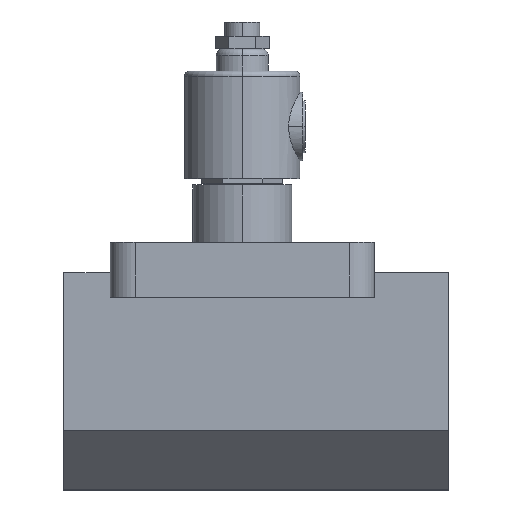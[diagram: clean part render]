
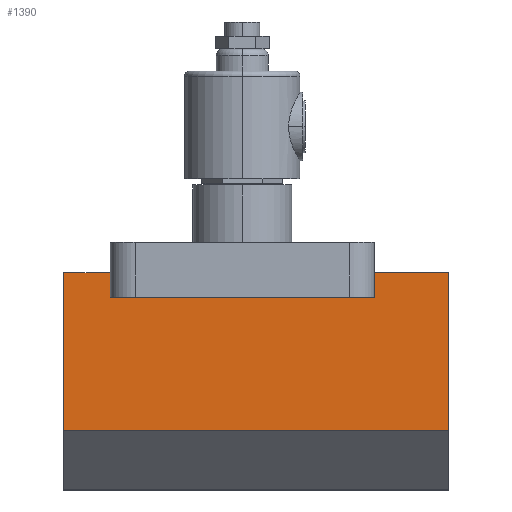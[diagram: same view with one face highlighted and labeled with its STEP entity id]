
A CAD part, top view. The second image highlights one B-rep face of the part: STEP entity #1390.
In plain terms, the highlighted planar face has unit normal (0, 0, 1).
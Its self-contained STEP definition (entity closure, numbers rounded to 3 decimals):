
#42 = CARTESIAN_POINT ( 'NONE',  ( 48., -33.8, 37. ) ) ;
#67 = CARTESIAN_POINT ( 'NONE',  ( 75., -24.8, 37. ) ) ;
#69 = VERTEX_POINT ( 'NONE', #2114 ) ;
#109 = VERTEX_POINT ( 'NONE', #1590 ) ;
#137 = EDGE_LOOP ( 'NONE', ( #1574, #634, #1858, #1421, #1556, #1246, #1525, #1627 ) ) ;
#146 = VERTEX_POINT ( 'NONE', #879 ) ;
#224 = DIRECTION ( 'NONE',  ( -1., 0., 0. ) ) ;
#233 = PLANE ( 'NONE',  #1797 ) ;
#265 = CARTESIAN_POINT ( 'NONE',  ( -65., -24.8, 37. ) ) ;
#270 = CARTESIAN_POINT ( 'NONE',  ( 75., -24.8, 37. ) ) ;
#369 = VERTEX_POINT ( 'NONE', #2212 ) ;
#572 = CARTESIAN_POINT ( 'NONE',  ( -65., -82.3, 37. ) ) ;
#586 = DIRECTION ( 'NONE',  ( 0., 1., 0. ) ) ;
#587 = VECTOR ( 'NONE', #1886, 1000. ) ;
#596 = CARTESIAN_POINT ( 'NONE',  ( 75., -24.8, 37. ) ) ;
#634 = ORIENTED_EDGE ( 'NONE', *, *, #1122, .T. ) ;
#643 = EDGE_CURVE ( 'NONE', #2060, #1658, #1489, .T. ) ;
#796 = LINE ( 'NONE', #270, #1948 ) ;
#805 = CARTESIAN_POINT ( 'NONE',  ( 75., -82.3, 37. ) ) ;
#879 = CARTESIAN_POINT ( 'NONE',  ( 75., -82.3, 37. ) ) ;
#904 = LINE ( 'NONE', #2006, #1539 ) ;
#910 = VERTEX_POINT ( 'NONE', #1654 ) ;
#936 = VECTOR ( 'NONE', #2237, 1000. ) ;
#954 = DIRECTION ( 'NONE',  ( 0., -1., 0. ) ) ;
#971 = DIRECTION ( 'NONE',  ( 0., 0., -1. ) ) ;
#972 = VECTOR ( 'NONE', #1893, 1000. ) ;
#1069 = LINE ( 'NONE', #1510, #936 ) ;
#1093 = EDGE_CURVE ( 'NONE', #146, #1658, #2038, .T. ) ;
#1122 = EDGE_CURVE ( 'NONE', #2252, #2060, #796, .T. ) ;
#1127 = EDGE_CURVE ( 'NONE', #369, #910, #1859, .T. ) ;
#1246 = ORIENTED_EDGE ( 'NONE', *, *, #1732, .T. ) ;
#1287 = CARTESIAN_POINT ( 'NONE',  ( -65., -24.8, 37. ) ) ;
#1373 = CARTESIAN_POINT ( 'NONE',  ( 48., -33.8, 37. ) ) ;
#1390 = ADVANCED_FACE ( 'NONE', ( #1826 ), #233, .F. ) ;
#1421 = ORIENTED_EDGE ( 'NONE', *, *, #1093, .F. ) ;
#1489 = LINE ( 'NONE', #1287, #1913 ) ;
#1503 = DIRECTION ( 'NONE',  ( 0., 1., 0. ) ) ;
#1510 = CARTESIAN_POINT ( 'NONE',  ( -48., -33.8, 37. ) ) ;
#1525 = ORIENTED_EDGE ( 'NONE', *, *, #1127, .F. ) ;
#1534 = VECTOR ( 'NONE', #586, 1000. ) ;
#1539 = VECTOR ( 'NONE', #1614, 1000. ) ;
#1556 = ORIENTED_EDGE ( 'NONE', *, *, #1973, .F. ) ;
#1574 = ORIENTED_EDGE ( 'NONE', *, *, #2323, .F. ) ;
#1590 = CARTESIAN_POINT ( 'NONE',  ( -48., -33.8, 37. ) ) ;
#1614 = DIRECTION ( 'NONE',  ( 0., -1., 0. ) ) ;
#1627 = ORIENTED_EDGE ( 'NONE', *, *, #2108, .F. ) ;
#1654 = CARTESIAN_POINT ( 'NONE',  ( 48., -24.8, 37. ) ) ;
#1658 = VERTEX_POINT ( 'NONE', #572 ) ;
#1709 = LINE ( 'NONE', #1373, #2226 ) ;
#1732 = EDGE_CURVE ( 'NONE', #69, #910, #2235, .T. ) ;
#1797 = AXIS2_PLACEMENT_3D ( 'NONE', #596, #971, #1503 ) ;
#1826 = FACE_OUTER_BOUND ( 'NONE', #137, .T. ) ;
#1858 = ORIENTED_EDGE ( 'NONE', *, *, #643, .T. ) ;
#1859 = LINE ( 'NONE', #42, #1534 ) ;
#1866 = DIRECTION ( 'NONE',  ( 1., 0., 0. ) ) ;
#1886 = DIRECTION ( 'NONE',  ( -1., 0., 0. ) ) ;
#1893 = DIRECTION ( 'NONE',  ( -1., 0., 0. ) ) ;
#1913 = VECTOR ( 'NONE', #954, 1000. ) ;
#1948 = VECTOR ( 'NONE', #224, 1000. ) ;
#1973 = EDGE_CURVE ( 'NONE', #69, #146, #904, .T. ) ;
#2006 = CARTESIAN_POINT ( 'NONE',  ( 75., -24.8, 37. ) ) ;
#2038 = LINE ( 'NONE', #805, #972 ) ;
#2060 = VERTEX_POINT ( 'NONE', #265 ) ;
#2108 = EDGE_CURVE ( 'NONE', #109, #369, #1709, .T. ) ;
#2114 = CARTESIAN_POINT ( 'NONE',  ( 75., -24.8, 37. ) ) ;
#2183 = CARTESIAN_POINT ( 'NONE',  ( -48., -24.8, 37. ) ) ;
#2212 = CARTESIAN_POINT ( 'NONE',  ( 48., -33.8, 37. ) ) ;
#2226 = VECTOR ( 'NONE', #1866, 1000. ) ;
#2235 = LINE ( 'NONE', #67, #587 ) ;
#2237 = DIRECTION ( 'NONE',  ( 0., -1., 0. ) ) ;
#2252 = VERTEX_POINT ( 'NONE', #2183 ) ;
#2323 = EDGE_CURVE ( 'NONE', #2252, #109, #1069, .T. ) ;
